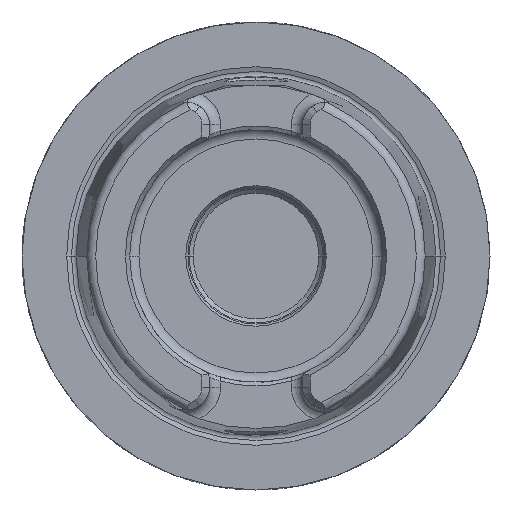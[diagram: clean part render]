
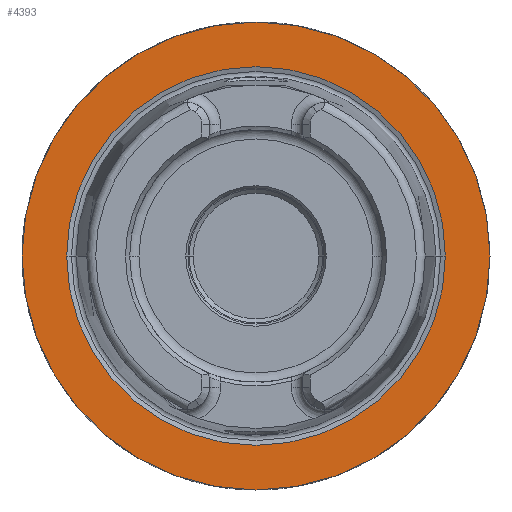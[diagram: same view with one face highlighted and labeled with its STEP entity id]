
A CAD part, left-side view. The second image highlights one B-rep face of the part: STEP entity #4393.
In plain terms, the highlighted planar face has unit normal (-1, 0, 0).
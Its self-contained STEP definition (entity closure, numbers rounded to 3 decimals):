
#1068=CARTESIAN_POINT('',(0.,0.,0.));
#1069=DIRECTION('',(1.,0.,0.));
#1070=DIRECTION('',(0.,1.,0.));
#1071=AXIS2_PLACEMENT_3D('',#1068,#1069,#1070);
#1073=CARTESIAN_POINT('',(0.,0.,0.));
#1074=DIRECTION('',(-1.,0.,0.));
#1075=DIRECTION('',(0.,1.,0.));
#1076=AXIS2_PLACEMENT_3D('',#1073,#1074,#1075);
#1078=CARTESIAN_POINT('',(0.,0.,0.));
#1079=DIRECTION('',(-1.,0.,0.));
#1080=DIRECTION('',(0.,-1.,0.));
#1081=AXIS2_PLACEMENT_3D('',#1078,#1079,#1080);
#1083=CARTESIAN_POINT('',(0.,0.,0.));
#1084=DIRECTION('',(-1.,0.,0.));
#1085=DIRECTION('',(0.,1.,0.));
#1086=AXIS2_PLACEMENT_3D('',#1083,#1084,#1085);
#2650=CARTESIAN_POINT('',(0.,31.5,0.));
#2651=CARTESIAN_POINT('',(0.,-31.5,0.));
#2652=VERTEX_POINT('',#2650);
#2653=VERTEX_POINT('',#2651);
#2678=CARTESIAN_POINT('',(0.,-25.49,0.));
#2679=VERTEX_POINT('',#2678);
#2680=CARTESIAN_POINT('',(0.,25.49,0.));
#2681=VERTEX_POINT('',#2680);
#4378=CARTESIAN_POINT('',(0.,0.,0.));
#4379=DIRECTION('',(1.,0.,0.));
#4380=DIRECTION('',(0.,-1.,0.));
#4381=AXIS2_PLACEMENT_3D('',#4378,#4379,#4380);
#4382=PLANE('',#4381);
#4384=ORIENTED_EDGE('',*,*,#4383,.T.);
#4386=ORIENTED_EDGE('',*,*,#4385,.F.);
#4387=EDGE_LOOP('',(#4384,#4386));
#4388=FACE_OUTER_BOUND('',#4387,.F.);
#4389=ORIENTED_EDGE('',*,*,#4373,.T.);
#4390=ORIENTED_EDGE('',*,*,#4357,.T.);
#4391=EDGE_LOOP('',(#4389,#4390));
#4392=FACE_BOUND('',#4391,.F.);
#4393=ADVANCED_FACE('',(#4388,#4392),#4382,.F.);
#1072=CIRCLE('',#1071,31.5);
#1077=CIRCLE('',#1076,31.5);
#1082=CIRCLE('',#1081,25.49);
#1087=CIRCLE('',#1086,25.49);
#4357=EDGE_CURVE('',#2681,#2679,#1087,.T.);
#4373=EDGE_CURVE('',#2679,#2681,#1082,.T.);
#4383=EDGE_CURVE('',#2652,#2653,#1072,.T.);
#4385=EDGE_CURVE('',#2652,#2653,#1077,.T.);
